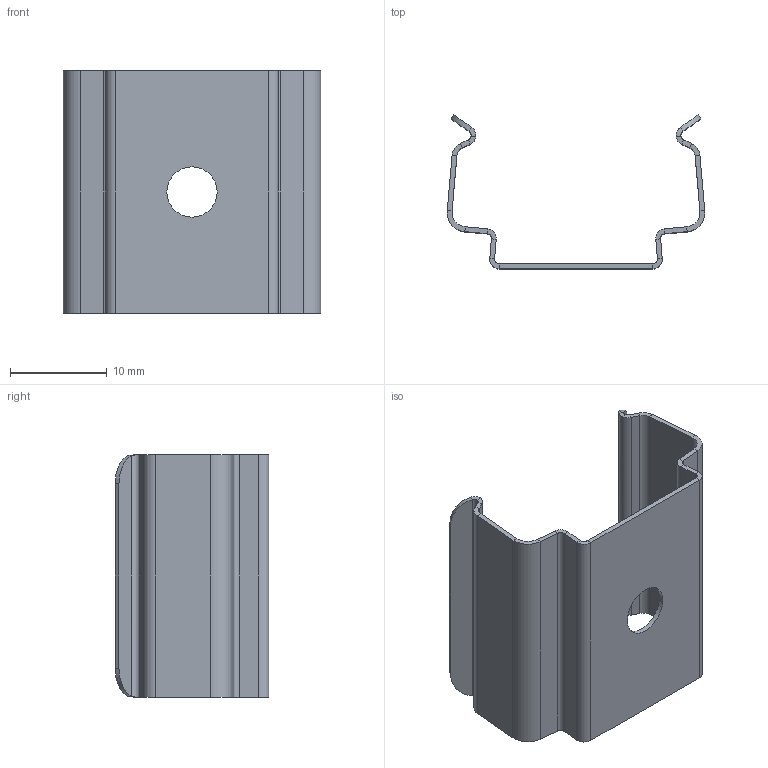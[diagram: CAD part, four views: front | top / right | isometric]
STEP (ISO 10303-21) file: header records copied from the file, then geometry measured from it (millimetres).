
FILE_DESCRIPTION((''),'2;1');
FILE_NAME('198153_ASM','2017-03-22T',('pdmadmin'),('BANNER ENGINEERING'),'CREO PARAMETRIC BY PTC INC, 2016260','CREO PARAMETRIC BY PTC INC, 2016260','');
FILE_SCHEMA(('CONFIG_CONTROL_DESIGN'));
Length unit declared in the file: millimetre
Products named in the file (2): 198153; 198153_ASM
Assembly tree (1 placements, depth 2):
  198153_ASM
    198153
Bounding box: 26.59 x 15.89 x 25 mm (x, y, z)
Volume: 714.8 mm3; surface area: 2948.1 mm2
Topology: 1 solids, 1 shells, 92 faces, 190 edges, 100 vertices
Faces by surface type: plane 62, cylinder 26, bspline 4
Entity records: 2519 total; most frequent: CARTESIAN_POINT 535, DIRECTION 416, ORIENTED_EDGE 380, EDGE_CURVE 190, AXIS2_PLACEMENT_3D 143, VECTOR 130, LINE 130, VERTEX_POINT 100
